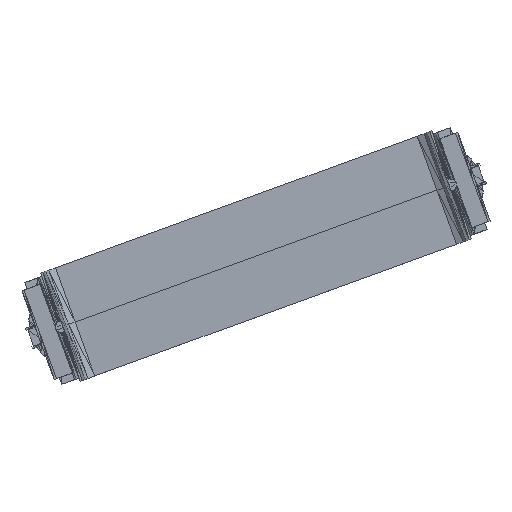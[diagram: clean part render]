
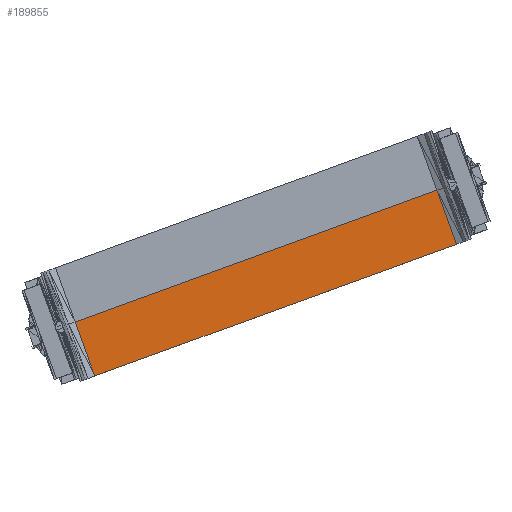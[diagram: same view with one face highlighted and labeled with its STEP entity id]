
A CAD part, top view. The second image highlights one B-rep face of the part: STEP entity #189855.
In plain terms, the highlighted planar face has unit normal (0.003, -0.008, 1).
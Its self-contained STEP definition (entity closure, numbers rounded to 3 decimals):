
#5763 = VERTEX_POINT('',#5764);
#5764 = CARTESIAN_POINT('',(-1197.384,-7865.924,
    -81.988));
#5773 = PLANE('',#5774);
#5774 = AXIS2_PLACEMENT_3D('',#5775,#5776,#5777);
#5775 = CARTESIAN_POINT('',(-1203.826,-7843.341,
    -81.106));
#5776 = DIRECTION('',(-0.35,-0.136,0.927));
#5777 = DIRECTION('',(0.935,0.,0.354)
  );
#5798 = VERTEX_POINT('',#5799);
#5799 = CARTESIAN_POINT('',(-1214.485,-7818.939,
    -81.551));
#5825 = EDGE_CURVE('',#5763,#5798,#5826,.T.);
#5826 = SURFACE_CURVE('',#5827,(#5831,#5838),.PCURVE_S1.);
#5827 = LINE('',#5828,#5829);
#5828 = CARTESIAN_POINT('',(-1197.384,-7865.924,
    -81.988));
#5829 = VECTOR('',#5830,1.);
#5830 = DIRECTION('',(-0.342,0.94,0.009)
  );
#5831 = PCURVE('',#5773,#5832);
#5832 = DEFINITIONAL_REPRESENTATION('',(#5833),#5837);
#5833 = LINE('',#5834,#5835);
#5834 = CARTESIAN_POINT('',(5.714,-22.795));
#5835 = VECTOR('',#5836,1.);
#5836 = DIRECTION('',(-0.317,0.948));
#5837 = ( GEOMETRIC_REPRESENTATION_CONTEXT(2) 
PARAMETRIC_REPRESENTATION_CONTEXT() REPRESENTATION_CONTEXT('2D SPACE',''
  ) );
#5838 = PCURVE('',#5839,#5844);
#5839 = PLANE('',#5840);
#5840 = AXIS2_PLACEMENT_3D('',#5841,#5842,#5843);
#5841 = CARTESIAN_POINT('',(-1363.194,-7899.669,
    -81.77));
#5842 = DIRECTION('',(0.003,-0.008,
    1.));
#5843 = DIRECTION('',(0.,1.,0.008));
#5844 = DEFINITIONAL_REPRESENTATION('',(#5845),#5849);
#5845 = LINE('',#5846,#5847);
#5846 = CARTESIAN_POINT('',(33.743,-165.811));
#5847 = VECTOR('',#5848,1.);
#5848 = DIRECTION('',(0.94,0.342));
#5849 = ( GEOMETRIC_REPRESENTATION_CONTEXT(2) 
PARAMETRIC_REPRESENTATION_CONTEXT() REPRESENTATION_CONTEXT('2D SPACE',''
  ) );
#92822 = PLANE('',#92823);
#92823 = AXIS2_PLACEMENT_3D('',#92824,#92825,#92826);
#92824 = CARTESIAN_POINT('',(-1380.295,-7852.685,
    -81.77));
#92825 = DIRECTION('',(-0.003,0.008,
    1.));
#92826 = DIRECTION('',(0.,1.,
    -0.008));
#92838 = VERTEX_POINT('',#92839);
#92839 = CARTESIAN_POINT('',(-1529.004,-7933.415,
    -81.551));
#92900 = PLANE('',#92901);
#92901 = AXIS2_PLACEMENT_3D('',#92902,#92903,#92904);
#92902 = CARTESIAN_POINT('',(-1522.456,-7956.036,
    -81.114));
#92903 = DIRECTION('',(0.356,0.121,0.927));
#92904 = DIRECTION('',(0.934,0.,-0.359));
#92917 = VERTEX_POINT('',#92918);
#92918 = CARTESIAN_POINT('',(-1511.903,-7980.399,
    -81.988));
#92939 = EDGE_CURVE('',#92917,#92838,#92940,.T.);
#92940 = SURFACE_CURVE('',#92941,(#92945,#92952),.PCURVE_S1.);
#92941 = LINE('',#92942,#92943);
#92942 = CARTESIAN_POINT('',(-1511.903,-7980.399,
    -81.988));
#92943 = VECTOR('',#92944,1.);
#92944 = DIRECTION('',(-0.342,0.94,0.009
    ));
#92945 = PCURVE('',#92900,#92946);
#92946 = DEFINITIONAL_REPRESENTATION('',(#92947),#92951);
#92947 = LINE('',#92948,#92949);
#92948 = CARTESIAN_POINT('',(10.165,-24.543));
#92949 = VECTOR('',#92950,1.);
#92950 = DIRECTION('',(-0.322,0.947));
#92951 = ( GEOMETRIC_REPRESENTATION_CONTEXT(2) 
PARAMETRIC_REPRESENTATION_CONTEXT() REPRESENTATION_CONTEXT('2D SPACE',''
  ) );
#92952 = PCURVE('',#5839,#92953);
#92953 = DEFINITIONAL_REPRESENTATION('',(#92954),#92958);
#92954 = LINE('',#92955,#92956);
#92955 = CARTESIAN_POINT('',(-80.729,148.709));
#92956 = VECTOR('',#92957,1.);
#92957 = DIRECTION('',(0.94,0.342));
#92958 = ( GEOMETRIC_REPRESENTATION_CONTEXT(2) 
PARAMETRIC_REPRESENTATION_CONTEXT() REPRESENTATION_CONTEXT('2D SPACE',''
  ) );
#93064 = PLANE('',#93065);
#93065 = AXIS2_PLACEMENT_3D('',#93066,#93067,#93068);
#93066 = CARTESIAN_POINT('',(-1354.643,-7923.162,
    -82.933));
#93067 = DIRECTION('',(0.342,-0.94,0.));
#93068 = DIRECTION('',(-0.94,-0.342,0.));
#189835 = EDGE_CURVE('',#92838,#5798,#189836,.T.);
#189836 = SURFACE_CURVE('',#189837,(#189841,#189848),.PCURVE_S1.);
#189837 = LINE('',#189838,#189839);
#189838 = CARTESIAN_POINT('',(-1529.004,-7933.415,
    -81.551));
#189839 = VECTOR('',#189840,1.);
#189840 = DIRECTION('',(0.94,0.342,0.));
#189841 = PCURVE('',#92822,#189842);
#189842 = DEFINITIONAL_REPRESENTATION('',(#189843),#189847);
#189843 = LINE('',#189844,#189845);
#189844 = CARTESIAN_POINT('',(-80.729,148.71));
#189845 = VECTOR('',#189846,1.);
#189846 = DIRECTION('',(0.342,-0.94));
#189847 = ( GEOMETRIC_REPRESENTATION_CONTEXT(2) 
PARAMETRIC_REPRESENTATION_CONTEXT() REPRESENTATION_CONTEXT('2D SPACE',''
  ) );
#189848 = PCURVE('',#5839,#189849);
#189849 = DEFINITIONAL_REPRESENTATION('',(#189850),#189854);
#189850 = LINE('',#189851,#189852);
#189851 = CARTESIAN_POINT('',(-33.743,165.811));
#189852 = VECTOR('',#189853,1.);
#189853 = DIRECTION('',(0.342,-0.94));
#189854 = ( GEOMETRIC_REPRESENTATION_CONTEXT(2) 
PARAMETRIC_REPRESENTATION_CONTEXT() REPRESENTATION_CONTEXT('2D SPACE',''
  ) );
#189855 = ADVANCED_FACE('',(#189856),#5839,.T.);
#189856 = FACE_BOUND('',#189857,.T.);
#189857 = EDGE_LOOP('',(#189858,#189859,#189860,#189861));
#189858 = ORIENTED_EDGE('',*,*,#5825,.T.);
#189859 = ORIENTED_EDGE('',*,*,#189835,.F.);
#189860 = ORIENTED_EDGE('',*,*,#92939,.F.);
#189861 = ORIENTED_EDGE('',*,*,#189862,.T.);
#189862 = EDGE_CURVE('',#92917,#5763,#189863,.T.);
#189863 = SURFACE_CURVE('',#189864,(#189868,#189875),.PCURVE_S1.);
#189864 = LINE('',#189865,#189866);
#189865 = CARTESIAN_POINT('',(-1511.903,-7980.399,
    -81.988));
#189866 = VECTOR('',#189867,1.);
#189867 = DIRECTION('',(0.94,0.342,0.));
#189868 = PCURVE('',#5839,#189869);
#189869 = DEFINITIONAL_REPRESENTATION('',(#189870),#189874);
#189870 = LINE('',#189871,#189872);
#189871 = CARTESIAN_POINT('',(-80.729,148.709));
#189872 = VECTOR('',#189873,1.);
#189873 = DIRECTION('',(0.342,-0.94));
#189874 = ( GEOMETRIC_REPRESENTATION_CONTEXT(2) 
PARAMETRIC_REPRESENTATION_CONTEXT() REPRESENTATION_CONTEXT('2D SPACE',''
  ) );
#189875 = PCURVE('',#93064,#189876);
#189876 = DEFINITIONAL_REPRESENTATION('',(#189877),#189881);
#189877 = LINE('',#189878,#189879);
#189878 = CARTESIAN_POINT('',(167.352,-0.945));
#189879 = VECTOR('',#189880,1.);
#189880 = DIRECTION('',(-1.,0.));
#189881 = ( GEOMETRIC_REPRESENTATION_CONTEXT(2) 
PARAMETRIC_REPRESENTATION_CONTEXT() REPRESENTATION_CONTEXT('2D SPACE',''
  ) );
